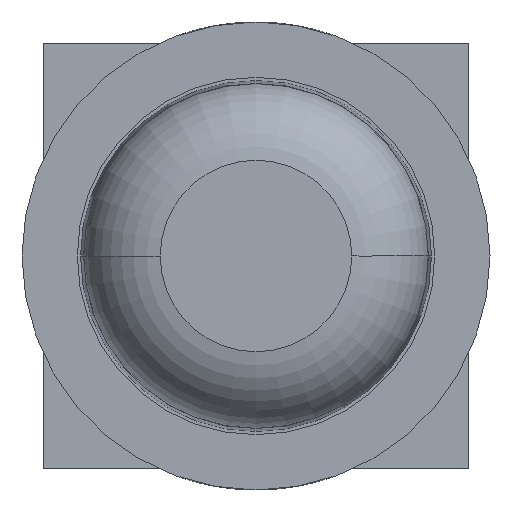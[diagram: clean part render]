
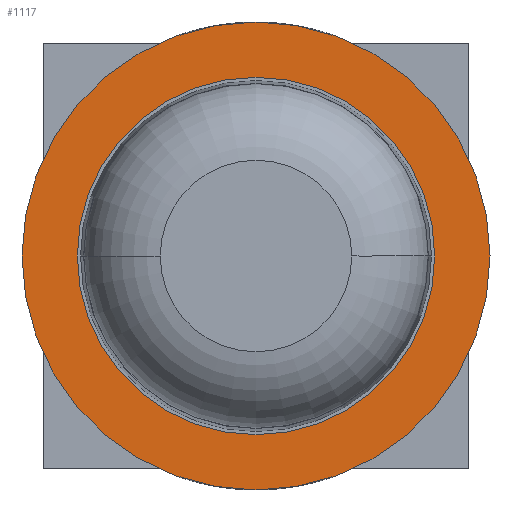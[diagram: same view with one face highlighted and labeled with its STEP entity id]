
A CAD part, front view. The second image highlights one B-rep face of the part: STEP entity #1117.
In plain terms, the highlighted planar face has unit normal (0, -1, 0).
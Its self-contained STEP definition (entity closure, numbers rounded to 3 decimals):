
#90 = DIRECTION ( 'NONE',  ( -1., 0., 0. ) ) ;
#165 = FACE_OUTER_BOUND ( 'NONE', #604, .T. ) ;
#316 = EDGE_CURVE ( 'Defeature ausgef�hrt2_9+Defeature ausgef�hrt2_8+Defeature ausgef�hrt2_8+Defeature ausgef�hrt2_8', #464, #368, #2095, .T. ) ;
#368 = VERTEX_POINT ( 'NONE', #1828 ) ;
#389 = ORIENTED_EDGE ( 'NONE', *, *, #3091, .F. ) ;
#419 = ORIENTED_EDGE ( 'NONE', *, *, #3390, .T. ) ;
#429 = EDGE_CURVE ( 'Defeature ausgef�hrt2_0+Defeature ausgef�hrt2_9+Defeature ausgef�hrt2_9+Defeature ausgef�hrt2_9', #3785, #2548, #3822, .T. ) ;
#437 = AXIS2_PLACEMENT_3D ( 'NONE', #688, #4180, #4166 ) ;
#464 = VERTEX_POINT ( 'NONE', #2963 ) ;
#474 = AXIS2_PLACEMENT_3D ( 'NONE', #2244, #3308, #2950 ) ;
#604 = EDGE_LOOP ( 'NONE', ( #389, #2116 ) ) ;
#606 = DIRECTION ( 'NONE',  ( 0., 1., 0. ) ) ;
#626 = AXIS2_PLACEMENT_3D ( 'NONE', #4319, #1874, #90 ) ;
#664 = PLANE ( 'NONE',  #437 ) ;
#688 = CARTESIAN_POINT ( 'NONE',  ( 1.1, -7., 0. ) ) ;
#1117 = ADVANCED_FACE ( 'Defeature ausgef�hrt2_9', ( #165, #4427 ), #664, .F. ) ;
#1173 = DIRECTION ( 'NONE',  ( -1., 0., 0. ) ) ;
#1484 = AXIS2_PLACEMENT_3D ( 'NONE', #2342, #606, #3304 ) ;
#1812 = EDGE_LOOP ( 'NONE', ( #419, #3968 ) ) ;
#1828 = CARTESIAN_POINT ( 'NONE',  ( -0.825, -7., 0. ) ) ;
#1854 = CARTESIAN_POINT ( 'NONE',  ( 0., -7., 0. ) ) ;
#1874 = DIRECTION ( 'NONE',  ( 0., 1., 0. ) ) ;
#2095 = CIRCLE ( 'NONE', #626, 0.825 ) ;
#2116 = ORIENTED_EDGE ( 'NONE', *, *, #429, .F. ) ;
#2244 = CARTESIAN_POINT ( 'NONE',  ( 0., -7., 0. ) ) ;
#2285 = CIRCLE ( 'NONE', #474, 1.1 ) ;
#2342 = CARTESIAN_POINT ( 'NONE',  ( 0., -7., 0. ) ) ;
#2548 = VERTEX_POINT ( 'NONE', #4398 ) ;
#2950 = DIRECTION ( 'NONE',  ( -1., 0., 0. ) ) ;
#2963 = CARTESIAN_POINT ( 'NONE',  ( 0.825, -7., 0. ) ) ;
#3091 = EDGE_CURVE ( 'Defeature ausgef�hrt2_0+Defeature ausgef�hrt2_9+Defeature ausgef�hrt2_9+Defeature ausgef�hrt2_9', #2548, #3785, #2285, .T. ) ;
#3117 = CARTESIAN_POINT ( 'NONE',  ( 1.1, -7., 0. ) ) ;
#3272 = CIRCLE ( 'NONE', #4490, 0.825 ) ;
#3304 = DIRECTION ( 'NONE',  ( -1., 0., 0. ) ) ;
#3308 = DIRECTION ( 'NONE',  ( 0., 1., 0. ) ) ;
#3390 = EDGE_CURVE ( 'Defeature ausgef�hrt2_9+Defeature ausgef�hrt2_8+Defeature ausgef�hrt2_8+Defeature ausgef�hrt2_8', #368, #464, #3272, .T. ) ;
#3785 = VERTEX_POINT ( 'NONE', #3117 ) ;
#3822 = CIRCLE ( 'NONE', #1484, 1.1 ) ;
#3968 = ORIENTED_EDGE ( 'NONE', *, *, #316, .T. ) ;
#4166 = DIRECTION ( 'NONE',  ( -1., 0., 0. ) ) ;
#4180 = DIRECTION ( 'NONE',  ( 0., 1., 0. ) ) ;
#4319 = CARTESIAN_POINT ( 'NONE',  ( 0., -7., 0. ) ) ;
#4329 = DIRECTION ( 'NONE',  ( 0., 1., 0. ) ) ;
#4398 = CARTESIAN_POINT ( 'NONE',  ( -1.1, -7., 0. ) ) ;
#4427 = FACE_BOUND ( 'NONE', #1812, .T. ) ;
#4490 = AXIS2_PLACEMENT_3D ( 'NONE', #1854, #4329, #1173 ) ;
